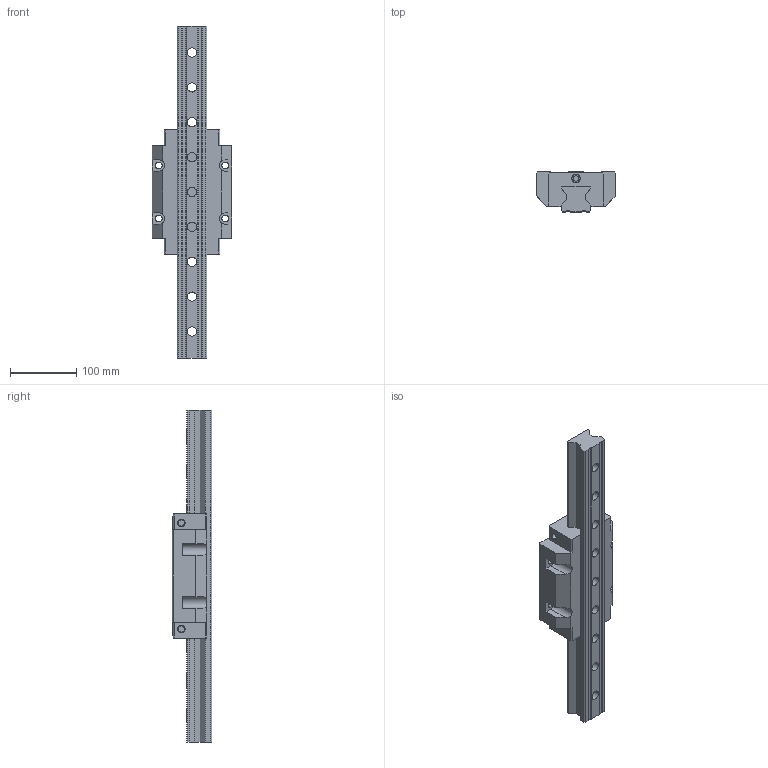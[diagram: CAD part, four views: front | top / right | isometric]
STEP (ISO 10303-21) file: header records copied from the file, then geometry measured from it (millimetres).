
FILE_DESCRIPTION((''),'2;1');
FILE_NAME('RGW45HC_ASM','2006-08-29T',('vincent'),(''),'PRO/ENGINEER BY PARAMETRIC TECHNOLOGY CORPORATION, 2004360','PRO/ENGINEER BY PARAMETRIC TECHNOLOGY CORPORATION, 2004360','');
FILE_SCHEMA(('CONFIG_CONTROL_DESIGN'));
Length unit declared in the file: millimetre
Products named in the file (3): RGW45HC_BLOCK; RGR45_RAIL; RGW45HC_ASM
Assembly tree (2 placements, depth 2):
  RGW45HC_ASM
    RGW45HC_BLOCK
    RGR45_RAIL
Bounding box: 120 x 60 x 500 mm (x, y, z)
Volume: 1414279.2 mm3; surface area: 195723.5 mm2
Topology: 2 solids, 2 shells, 221 faces, 564 edges, 368 vertices
Faces by surface type: plane 125, cylinder 76, cone 20
Entity records: 6839 total; most frequent: CARTESIAN_POINT 1182, DIRECTION 1180, ORIENTED_EDGE 1128, EDGE_CURVE 564, AXIS2_PLACEMENT_3D 398, VECTOR 384, LINE 384, VERTEX_POINT 368
